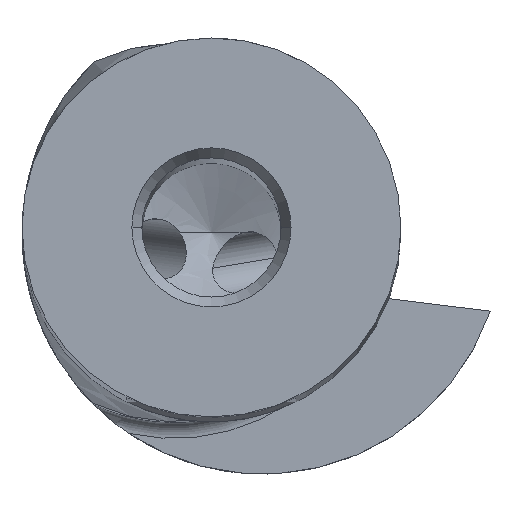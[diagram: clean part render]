
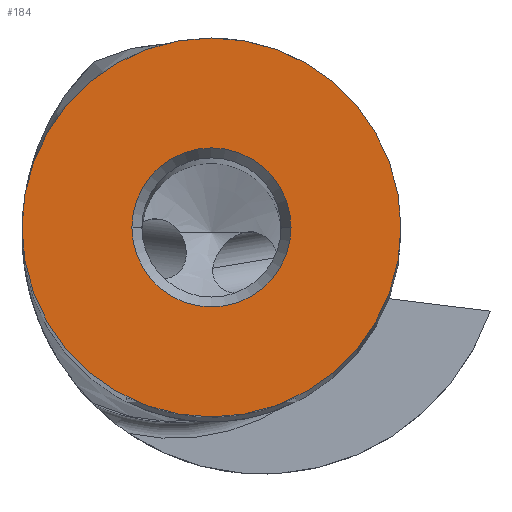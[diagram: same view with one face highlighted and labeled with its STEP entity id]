
A CAD part, top view. The second image highlights one B-rep face of the part: STEP entity #184.
In plain terms, the highlighted planar face has unit normal (0, 0, 1).
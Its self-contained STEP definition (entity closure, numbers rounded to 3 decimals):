
#62=FACE_BOUND('',#350,.T.);
#63=FACE_BOUND('',#351,.T.);
#85=PLANE('',#1464);
#184=ADVANCED_FACE('',(#62,#63),#85,.T.);
#350=EDGE_LOOP('',(#753,#754));
#351=EDGE_LOOP('',(#755,#756));
#753=ORIENTED_EDGE('',*,*,#1212,.F.);
#754=ORIENTED_EDGE('',*,*,#1219,.F.);
#755=ORIENTED_EDGE('',*,*,#1224,.F.);
#756=ORIENTED_EDGE('',*,*,#1225,.F.);
#1057=VERTEX_POINT('',#2655);
#1058=VERTEX_POINT('',#2656);
#1067=VERTEX_POINT('',#2679);
#1068=VERTEX_POINT('',#2680);
#1212=EDGE_CURVE('',#1057,#1058,#1352,.T.);
#1219=EDGE_CURVE('',#1058,#1057,#1353,.T.);
#1224=EDGE_CURVE('',#1067,#1068,#1354,.T.);
#1225=EDGE_CURVE('',#1068,#1067,#1355,.T.);
#1352=CIRCLE('',#1454,9.525);
#1353=CIRCLE('',#1458,9.525);
#1354=CIRCLE('',#1462,4.);
#1355=CIRCLE('',#1463,4.);
#1454=AXIS2_PLACEMENT_3D('',#2654,#1679,#1680);
#1458=AXIS2_PLACEMENT_3D('',#2668,#1691,#1692);
#1462=AXIS2_PLACEMENT_3D('',#2678,#1701,#1702);
#1463=AXIS2_PLACEMENT_3D('',#2681,#1703,#1704);
#1464=AXIS2_PLACEMENT_3D('',#2682,#1705,#1706);
#1679=DIRECTION('',(0.,0.,-1.));
#1680=DIRECTION('',(1.,0.,0.));
#1691=DIRECTION('',(0.,0.,-1.));
#1692=DIRECTION('',(-1.,0.,0.));
#1701=DIRECTION('',(0.,0.,1.));
#1702=DIRECTION('',(1.,0.,0.));
#1703=DIRECTION('',(0.,0.,1.));
#1704=DIRECTION('',(-1.,0.,0.));
#1705=DIRECTION('',(0.,0.,1.));
#1706=DIRECTION('',(-1.,0.,0.));
#2654=CARTESIAN_POINT('',(0.,0.,0.));
#2655=CARTESIAN_POINT('',(9.525,0.,0.));
#2656=CARTESIAN_POINT('',(-9.525,0.,0.));
#2668=CARTESIAN_POINT('',(0.,0.,0.));
#2678=CARTESIAN_POINT('',(0.,0.,0.));
#2679=CARTESIAN_POINT('',(4.,0.,0.));
#2680=CARTESIAN_POINT('',(-4.,0.,0.));
#2681=CARTESIAN_POINT('',(0.,0.,0.));
#2682=CARTESIAN_POINT('',(0.,0.,0.));
